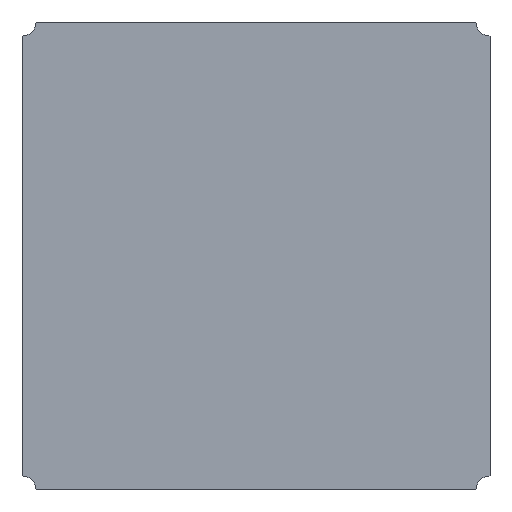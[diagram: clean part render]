
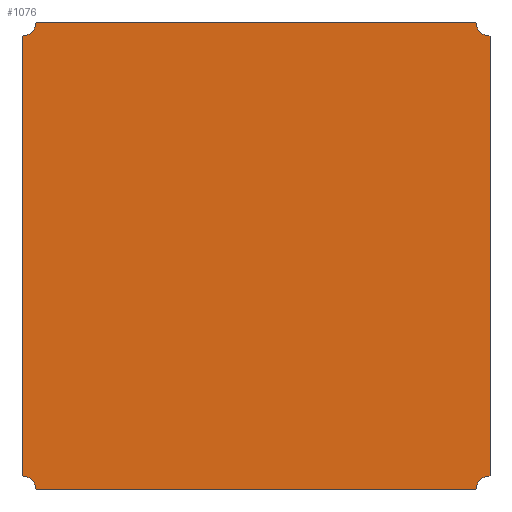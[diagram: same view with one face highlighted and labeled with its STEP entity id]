
A CAD part, front view. The second image highlights one B-rep face of the part: STEP entity #1076.
In plain terms, the highlighted planar face has unit normal (0, -1, 0).
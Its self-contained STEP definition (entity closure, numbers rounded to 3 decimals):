
#29 = DIRECTION ( 'NONE',  ( -1., 0., 0. ) ) ;
#41 = CARTESIAN_POINT ( 'NONE',  ( 2.35, 0., 2.5 ) ) ;
#45 = VERTEX_POINT ( 'NONE', #469 ) ;
#84 = DIRECTION ( 'NONE',  ( 0., 0., -1. ) ) ;
#90 = DIRECTION ( 'NONE',  ( 1., 0., 0. ) ) ;
#114 = CIRCLE ( 'NONE', #350, 0.15 ) ;
#131 = VERTEX_POINT ( 'NONE', #1031 ) ;
#136 = FACE_OUTER_BOUND ( 'NONE', #717, .T. ) ;
#140 = PLANE ( 'NONE',  #473 ) ;
#160 = ORIENTED_EDGE ( 'NONE', *, *, #1345, .F. ) ;
#194 = DIRECTION ( 'NONE',  ( 0., 0., -1. ) ) ;
#213 = EDGE_CURVE ( 'NONE', #131, #492, #571, .T. ) ;
#219 = DIRECTION ( 'NONE',  ( 0., 0., -1. ) ) ;
#224 = LINE ( 'NONE', #690, #724 ) ;
#294 = DIRECTION ( 'NONE',  ( 0., -1., 0. ) ) ;
#350 = AXIS2_PLACEMENT_3D ( 'NONE', #1283, #1067, #194 ) ;
#361 = CARTESIAN_POINT ( 'NONE',  ( -2.5, 0., 2.35 ) ) ;
#380 = EDGE_CURVE ( 'NONE', #701, #795, #1296, .T. ) ;
#396 = ORIENTED_EDGE ( 'NONE', *, *, #380, .F. ) ;
#427 = CARTESIAN_POINT ( 'NONE',  ( -2.5, 0., -2.5 ) ) ;
#440 = ORIENTED_EDGE ( 'NONE', *, *, #1022, .F. ) ;
#448 = CARTESIAN_POINT ( 'NONE',  ( -2.5, 0., 2.5 ) ) ;
#469 = CARTESIAN_POINT ( 'NONE',  ( -2.35, 0., -2.5 ) ) ;
#473 = AXIS2_PLACEMENT_3D ( 'NONE', #580, #1207, #570 ) ;
#492 = VERTEX_POINT ( 'NONE', #1016 ) ;
#562 = DIRECTION ( 'NONE',  ( 0., 0., -1. ) ) ;
#570 = DIRECTION ( 'NONE',  ( 0., 0., 1. ) ) ;
#571 = LINE ( 'NONE', #1300, #1052 ) ;
#580 = CARTESIAN_POINT ( 'NONE',  ( 0., 0., 0. ) ) ;
#594 = EDGE_CURVE ( 'NONE', #1299, #701, #1294, .T. ) ;
#605 = VECTOR ( 'NONE', #90, 1000. ) ;
#628 = CARTESIAN_POINT ( 'NONE',  ( 0., 0., 2.5 ) ) ;
#650 = ORIENTED_EDGE ( 'NONE', *, *, #594, .F. ) ;
#662 = AXIS2_PLACEMENT_3D ( 'NONE', #1173, #294, #1046 ) ;
#690 = CARTESIAN_POINT ( 'NONE',  ( 0., 0., -2.5 ) ) ;
#701 = VERTEX_POINT ( 'NONE', #361 ) ;
#717 = EDGE_LOOP ( 'NONE', ( #440, #160, #1247, #1354, #1370, #396, #650, #753 ) ) ;
#718 = CARTESIAN_POINT ( 'NONE',  ( -2.5, 0., -2.35 ) ) ;
#724 = VECTOR ( 'NONE', #29, 1000. ) ;
#749 = DIRECTION ( 'NONE',  ( 0., 0., 1. ) ) ;
#753 = ORIENTED_EDGE ( 'NONE', *, *, #1399, .F. ) ;
#795 = VERTEX_POINT ( 'NONE', #814 ) ;
#814 = CARTESIAN_POINT ( 'NONE',  ( -2.35, 0., 2.5 ) ) ;
#835 = EDGE_CURVE ( 'NONE', #795, #1124, #1167, .T. ) ;
#841 = VERTEX_POINT ( 'NONE', #946 ) ;
#915 = CIRCLE ( 'NONE', #662, 0.15 ) ;
#919 = EDGE_CURVE ( 'NONE', #1124, #131, #915, .T. ) ;
#938 = VECTOR ( 'NONE', #749, 1000. ) ;
#946 = CARTESIAN_POINT ( 'NONE',  ( 2.35, 0., -2.5 ) ) ;
#1016 = CARTESIAN_POINT ( 'NONE',  ( 2.5, 0., -2.35 ) ) ;
#1022 = EDGE_CURVE ( 'NONE', #841, #45, #224, .T. ) ;
#1031 = CARTESIAN_POINT ( 'NONE',  ( 2.5, 0., 2.35 ) ) ;
#1046 = DIRECTION ( 'NONE',  ( 0., 0., -1. ) ) ;
#1052 = VECTOR ( 'NONE', #219, 1000. ) ;
#1061 = CARTESIAN_POINT ( 'NONE',  ( -2.5, 0., 0. ) ) ;
#1067 = DIRECTION ( 'NONE',  ( 0., -1., 0. ) ) ;
#1076 = ADVANCED_FACE ( 'NONE', ( #136 ), #140, .F. ) ;
#1105 = CIRCLE ( 'NONE', #1140, 0.15 ) ;
#1124 = VERTEX_POINT ( 'NONE', #41 ) ;
#1140 = AXIS2_PLACEMENT_3D ( 'NONE', #427, #1171, #84 ) ;
#1167 = LINE ( 'NONE', #628, #605 ) ;
#1171 = DIRECTION ( 'NONE',  ( 0., -1., 0. ) ) ;
#1173 = CARTESIAN_POINT ( 'NONE',  ( 2.5, 0., 2.5 ) ) ;
#1196 = DIRECTION ( 'NONE',  ( 0., -1., 0. ) ) ;
#1207 = DIRECTION ( 'NONE',  ( 0., 1., 0. ) ) ;
#1210 = AXIS2_PLACEMENT_3D ( 'NONE', #448, #1196, #562 ) ;
#1247 = ORIENTED_EDGE ( 'NONE', *, *, #213, .F. ) ;
#1283 = CARTESIAN_POINT ( 'NONE',  ( 2.5, 0., -2.5 ) ) ;
#1294 = LINE ( 'NONE', #1061, #938 ) ;
#1296 = CIRCLE ( 'NONE', #1210, 0.15 ) ;
#1299 = VERTEX_POINT ( 'NONE', #718 ) ;
#1300 = CARTESIAN_POINT ( 'NONE',  ( 2.5, 0., 0. ) ) ;
#1345 = EDGE_CURVE ( 'NONE', #492, #841, #114, .T. ) ;
#1354 = ORIENTED_EDGE ( 'NONE', *, *, #919, .F. ) ;
#1370 = ORIENTED_EDGE ( 'NONE', *, *, #835, .F. ) ;
#1399 = EDGE_CURVE ( 'NONE', #45, #1299, #1105, .T. ) ;
